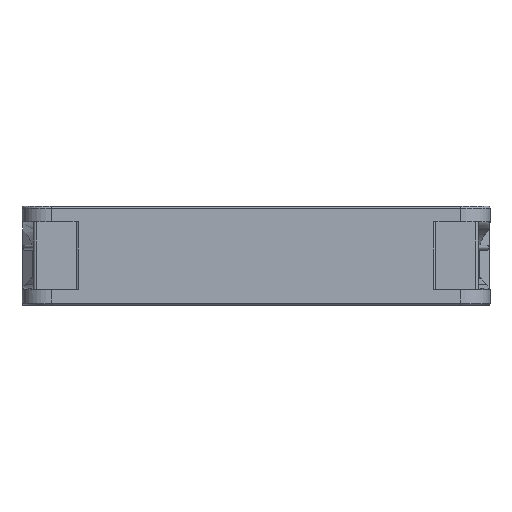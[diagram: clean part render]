
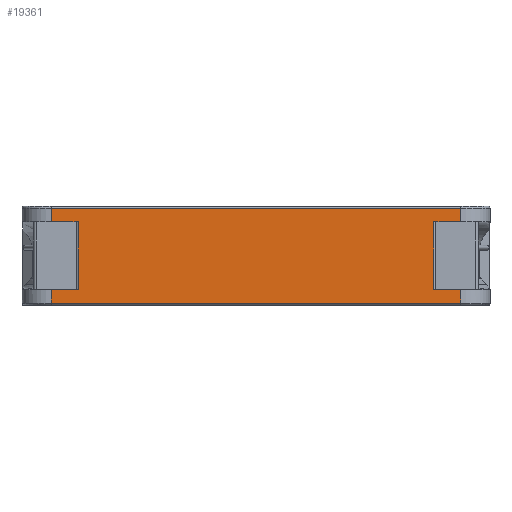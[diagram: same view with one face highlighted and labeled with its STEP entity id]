
A CAD part, top view. The second image highlights one B-rep face of the part: STEP entity #19361.
In plain terms, the highlighted planar face has unit normal (0, 0, 1).
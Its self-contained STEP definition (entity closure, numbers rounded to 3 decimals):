
#1=DIRECTION('',(-1.,0.,0.));
#2=VECTOR('',#1,6.9);
#3=CARTESIAN_POINT('',(-45.6,21.4,60.));
#4=LINE('',#3,#2);
#5=DIRECTION('',(1.,0.,0.));
#6=VECTOR('',#5,6.9);
#7=CARTESIAN_POINT('',(-52.5,4.,60.));
#8=LINE('',#7,#6);
#9=DIRECTION('',(0.,-1.,0.));
#10=VECTOR('',#9,17.4);
#11=CARTESIAN_POINT('',(-45.6,21.4,60.));
#12=LINE('',#11,#10);
#3325=DIRECTION('',(-1.,0.,0.));
#3326=VECTOR('',#3325,6.9);
#3327=CARTESIAN_POINT('',(52.5,4.,60.));
#3328=LINE('',#3327,#3326);
#3477=DIRECTION('',(0.,1.,0.));
#3478=VECTOR('',#3477,17.4);
#3479=CARTESIAN_POINT('',(45.6,4.,60.));
#3480=LINE('',#3479,#3478);
#3490=DIRECTION('',(1.,0.,0.));
#3491=VECTOR('',#3490,6.9);
#3492=CARTESIAN_POINT('',(45.6,21.4,60.));
#3493=LINE('',#3492,#3491);
#4731=DIRECTION('',(0.,1.,0.));
#4732=VECTOR('',#4731,3.5);
#4733=CARTESIAN_POINT('',(52.5,21.4,60.));
#4734=LINE('',#4733,#4732);
#4869=DIRECTION('',(-1.,0.,0.));
#4870=VECTOR('',#4869,105.);
#4871=CARTESIAN_POINT('',(52.5,24.9,60.));
#4872=LINE('',#4871,#4870);
#4888=DIRECTION('',(0.,-1.,0.));
#4889=VECTOR('',#4888,3.5);
#4890=CARTESIAN_POINT('',(-52.5,24.9,60.));
#4891=LINE('',#4890,#4889);
#5297=DIRECTION('',(0.,-1.,0.));
#5298=VECTOR('',#5297,3.5);
#5299=CARTESIAN_POINT('',(-52.5,4.,60.));
#5300=LINE('',#5299,#5298);
#5305=DIRECTION('',(1.,0.,0.));
#5306=VECTOR('',#5305,105.);
#5307=CARTESIAN_POINT('',(-52.5,0.5,60.));
#5308=LINE('',#5307,#5306);
#5329=DIRECTION('',(0.,1.,0.));
#5330=VECTOR('',#5329,3.5);
#5331=CARTESIAN_POINT('',(52.5,0.5,60.));
#5332=LINE('',#5331,#5330);
#15667=CARTESIAN_POINT('',(-45.6,21.4,60.));
#15668=CARTESIAN_POINT('',(-45.6,4.,60.));
#15669=VERTEX_POINT('',#15667);
#15670=VERTEX_POINT('',#15668);
#15671=CARTESIAN_POINT('',(-52.5,21.4,60.));
#15672=VERTEX_POINT('',#15671);
#15673=CARTESIAN_POINT('',(-52.5,24.9,60.));
#15674=VERTEX_POINT('',#15673);
#15675=CARTESIAN_POINT('',(52.5,24.9,60.));
#15676=VERTEX_POINT('',#15675);
#15677=CARTESIAN_POINT('',(52.5,21.4,60.));
#15678=VERTEX_POINT('',#15677);
#15679=CARTESIAN_POINT('',(45.6,21.4,60.));
#15680=VERTEX_POINT('',#15679);
#15681=CARTESIAN_POINT('',(45.6,4.,60.));
#15682=VERTEX_POINT('',#15681);
#15683=CARTESIAN_POINT('',(52.5,4.,60.));
#15684=VERTEX_POINT('',#15683);
#15685=CARTESIAN_POINT('',(52.5,0.5,60.));
#15686=VERTEX_POINT('',#15685);
#15687=CARTESIAN_POINT('',(-52.5,0.5,60.));
#15688=VERTEX_POINT('',#15687);
#15689=CARTESIAN_POINT('',(-52.5,4.,60.));
#15690=VERTEX_POINT('',#15689);
#19330=CARTESIAN_POINT('',(0.,12.7,60.));
#19331=DIRECTION('',(0.,0.,1.));
#19332=DIRECTION('',(-1.,0.,0.));
#19333=AXIS2_PLACEMENT_3D('',#19330,#19331,#19332);
#19334=PLANE('',#19333);
#19336=ORIENTED_EDGE('',*,*,#19335,.F.);
#19338=ORIENTED_EDGE('',*,*,#19337,.T.);
#19340=ORIENTED_EDGE('',*,*,#19339,.F.);
#19342=ORIENTED_EDGE('',*,*,#19341,.F.);
#19344=ORIENTED_EDGE('',*,*,#19343,.F.);
#19346=ORIENTED_EDGE('',*,*,#19345,.F.);
#19348=ORIENTED_EDGE('',*,*,#19347,.F.);
#19350=ORIENTED_EDGE('',*,*,#19349,.F.);
#19352=ORIENTED_EDGE('',*,*,#19351,.F.);
#19354=ORIENTED_EDGE('',*,*,#19353,.F.);
#19356=ORIENTED_EDGE('',*,*,#19355,.F.);
#19358=ORIENTED_EDGE('',*,*,#19357,.T.);
#19359=EDGE_LOOP('',(#19336,#19338,#19340,#19342,#19344,#19346,#19348,#19350,
#19352,#19354,#19356,#19358));
#19360=FACE_OUTER_BOUND('',#19359,.F.);
#19361=ADVANCED_FACE('',(#19360),#19334,.T.);
#19335=EDGE_CURVE('',#15669,#15670,#12,.T.);
#19337=EDGE_CURVE('',#15669,#15672,#4,.T.);
#19339=EDGE_CURVE('',#15674,#15672,#4891,.T.);
#19341=EDGE_CURVE('',#15676,#15674,#4872,.T.);
#19343=EDGE_CURVE('',#15678,#15676,#4734,.T.);
#19345=EDGE_CURVE('',#15680,#15678,#3493,.T.);
#19347=EDGE_CURVE('',#15682,#15680,#3480,.T.);
#19349=EDGE_CURVE('',#15684,#15682,#3328,.T.);
#19351=EDGE_CURVE('',#15686,#15684,#5332,.T.);
#19353=EDGE_CURVE('',#15688,#15686,#5308,.T.);
#19355=EDGE_CURVE('',#15690,#15688,#5300,.T.);
#19357=EDGE_CURVE('',#15690,#15670,#8,.T.);
